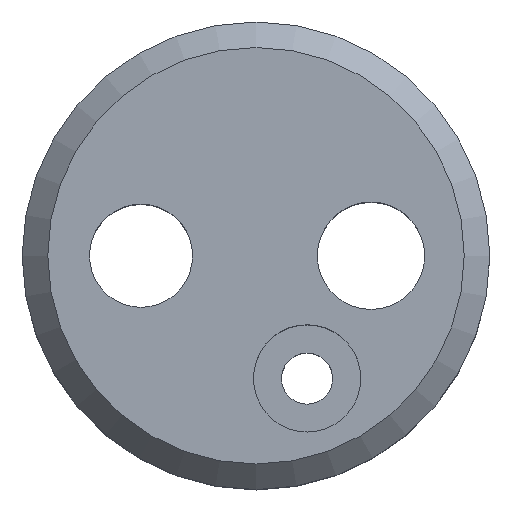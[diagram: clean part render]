
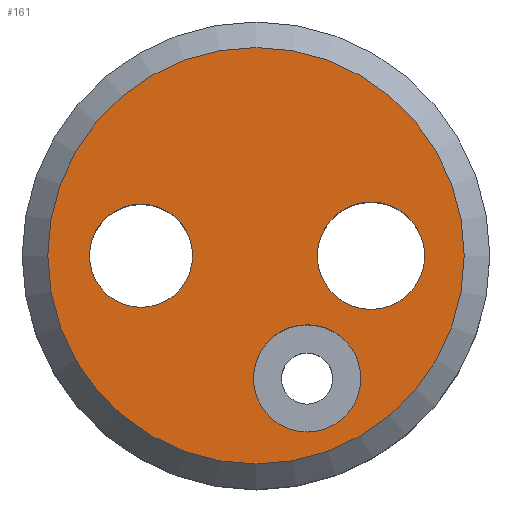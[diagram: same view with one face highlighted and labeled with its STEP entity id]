
A CAD part, top view. The second image highlights one B-rep face of the part: STEP entity #161.
In plain terms, the highlighted planar face has unit normal (0, 0, 1).
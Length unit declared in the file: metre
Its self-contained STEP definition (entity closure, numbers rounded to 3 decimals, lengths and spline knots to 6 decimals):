
#13=PLANE('',#189);
#20=ORIENTED_EDGE('',*,*,#50,.T.);
#21=ORIENTED_EDGE('',*,*,#51,.F.);
#22=ORIENTED_EDGE('',*,*,#52,.T.);
#23=ORIENTED_EDGE('',*,*,#53,.T.);
#50=EDGE_CURVE('',#65,#65,#80,.T.);
#51=EDGE_CURVE('',#66,#66,#81,.T.);
#52=EDGE_CURVE('',#67,#67,#82,.T.);
#53=EDGE_CURVE('',#68,#68,#83,.T.);
#65=VERTEX_POINT('',#280);
#66=VERTEX_POINT('',#282);
#67=VERTEX_POINT('',#284);
#68=VERTEX_POINT('',#286);
#80=CIRCLE('',#190,0.00815);
#81=CIRCLE('',#191,0.0021);
#82=CIRCLE('',#192,0.0021);
#83=CIRCLE('',#193,0.002019);
#95=EDGE_LOOP('',(#20));
#96=EDGE_LOOP('',(#21));
#97=EDGE_LOOP('',(#22));
#98=EDGE_LOOP('',(#23));
#125=FACE_BOUND('',#95,.T.);
#126=FACE_BOUND('',#96,.T.);
#127=FACE_BOUND('',#97,.T.);
#128=FACE_BOUND('',#98,.T.);
#161=ADVANCED_FACE('',(#125,#126,#127,#128),#13,.T.);
#189=AXIS2_PLACEMENT_3D('',#278,#222,#223);
#190=AXIS2_PLACEMENT_3D('',#279,#224,#225);
#191=AXIS2_PLACEMENT_3D('',#281,#226,#227);
#192=AXIS2_PLACEMENT_3D('',#283,#228,#229);
#193=AXIS2_PLACEMENT_3D('',#285,#230,#231);
#222=DIRECTION('',(0.,0.,1.));
#223=DIRECTION('',(1.,0.,0.));
#224=DIRECTION('',(0.,0.,1.));
#225=DIRECTION('',(1.,0.,0.));
#226=DIRECTION('',(0.,0.,1.));
#227=DIRECTION('',(1.,0.,0.));
#228=DIRECTION('',(0.,0.,-1.));
#229=DIRECTION('',(-1.,0.,0.));
#230=DIRECTION('',(0.,0.,-1.));
#231=DIRECTION('',(-1.,0.,0.));
#278=CARTESIAN_POINT('',(-0.0125,0.,0.024));
#279=CARTESIAN_POINT('',(-0.0125,0.,0.024));
#280=CARTESIAN_POINT('',(-0.00435,0.,0.024));
#281=CARTESIAN_POINT('',(-0.0105,-0.0048,0.024));
#282=CARTESIAN_POINT('',(-0.0084,-0.0048,0.024));
#283=CARTESIAN_POINT('',(-0.008,0.,0.024));
#284=CARTESIAN_POINT('',(-0.0101,0.,0.024));
#285=CARTESIAN_POINT('',(-0.017,0.,0.024));
#286=CARTESIAN_POINT('',(-0.019019,0.,0.024));
